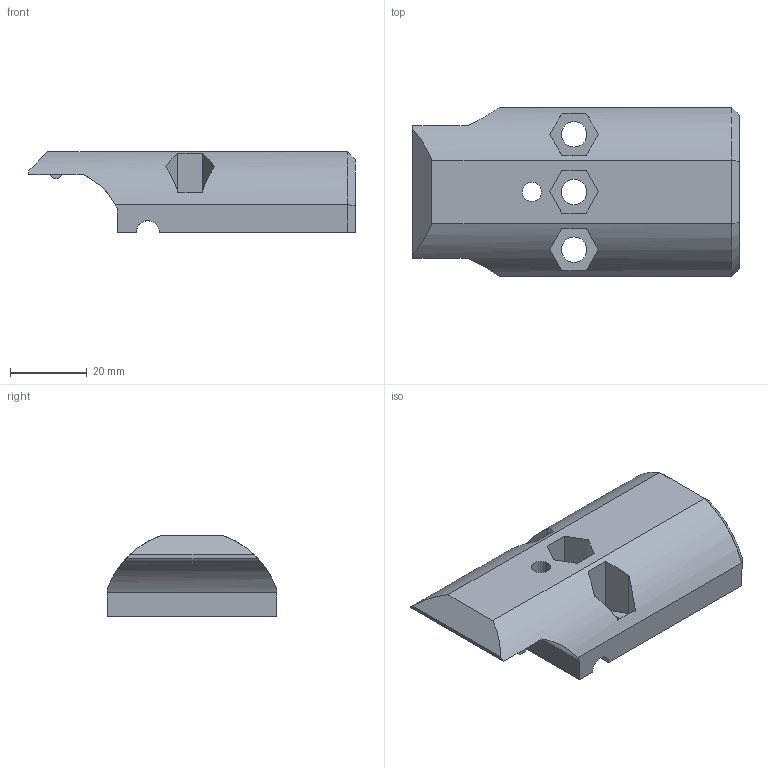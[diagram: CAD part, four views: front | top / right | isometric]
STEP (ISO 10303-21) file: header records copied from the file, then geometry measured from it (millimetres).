
FILE_DESCRIPTION((''),'2;1');
FILE_NAME('欄杆壓片YM-HP85-21.stp','2013-07-10T16:44:03',('user'),(''),'Autodesk Inventor 2012','Autodesk Inventor 2012','');
FILE_SCHEMA(('AUTOMOTIVE_DESIGN { 1 0 10303 214 1 1 1 1 }'));
Length unit declared in the file: millimetre
Products named in the file (1): 欄杆壓片YM-HP85-21
Bounding box: 85 x 44 x 21 mm (x, y, z)
Volume: 31718.2 mm3; surface area: 13427.1 mm2
Topology: 1 solids, 1 shells, 99 faces, 268 edges, 174 vertices
Faces by surface type: plane 79, cylinder 18, cone 2
Full cylindrical faces by diameter (mm): 5 x1, 6.6 x3
Entity records: 3116 total; most frequent: CARTESIAN_POINT 564, ORIENTED_EDGE 528, DIRECTION 506, EDGE_CURVE 264, VECTOR 210, LINE 210, VERTEX_POINT 174, AXIS2_PLACEMENT_3D 148
